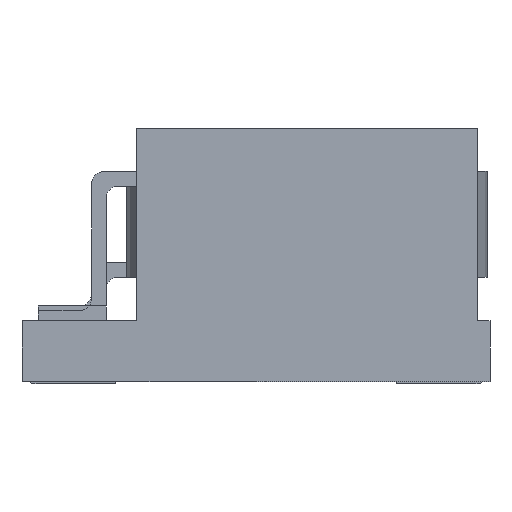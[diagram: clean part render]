
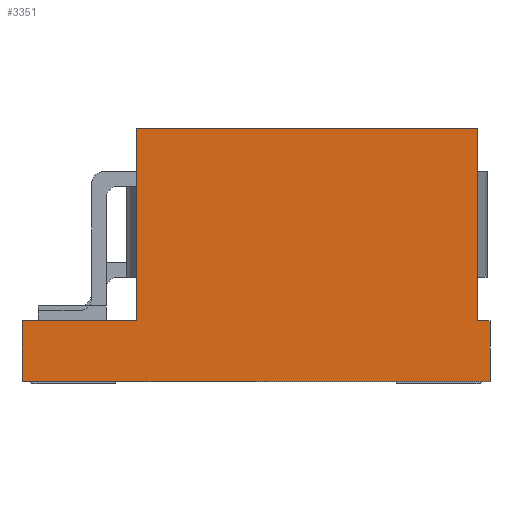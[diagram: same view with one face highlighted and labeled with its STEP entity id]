
A CAD part, front view. The second image highlights one B-rep face of the part: STEP entity #3351.
In plain terms, the highlighted planar face has unit normal (0, -1, 0).
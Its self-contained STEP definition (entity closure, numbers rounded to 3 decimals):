
#2981 = VERTEX_POINT('',#2982);
#2982 = CARTESIAN_POINT('',(9.6,-11.25,0.));
#2988 = EDGE_CURVE('',#2989,#2981,#2991,.T.);
#2989 = VERTEX_POINT('',#2990);
#2990 = CARTESIAN_POINT('',(-9.6,-11.25,0.));
#2991 = LINE('',#2992,#2993);
#2992 = CARTESIAN_POINT('',(0.,-11.25,
    0.));
#2993 = VECTOR('',#2994,1.);
#2994 = DIRECTION('',(1.,0.,0.));
#3333 = VERTEX_POINT('',#3334);
#3334 = CARTESIAN_POINT('',(9.6,-11.25,2.5));
#3340 = EDGE_CURVE('',#2981,#3333,#3341,.T.);
#3341 = LINE('',#3342,#3343);
#3342 = CARTESIAN_POINT('',(9.6,-11.25,2.5));
#3343 = VECTOR('',#3344,1.);
#3344 = DIRECTION('',(0.,0.,1.));
#3351 = ADVANCED_FACE('',(#3352),#3402,.F.);
#3352 = FACE_BOUND('',#3353,.T.);
#3353 = EDGE_LOOP('',(#3354,#3355,#3363,#3371,#3379,#3387,#3395,#3401));
#3354 = ORIENTED_EDGE('',*,*,#3340,.T.);
#3355 = ORIENTED_EDGE('',*,*,#3356,.F.);
#3356 = EDGE_CURVE('',#3357,#3333,#3359,.T.);
#3357 = VERTEX_POINT('',#3358);
#3358 = CARTESIAN_POINT('',(9.1,-11.25,2.5));
#3359 = LINE('',#3360,#3361);
#3360 = CARTESIAN_POINT('',(9.6,-11.25,2.5));
#3361 = VECTOR('',#3362,1.);
#3362 = DIRECTION('',(1.,0.,0.));
#3363 = ORIENTED_EDGE('',*,*,#3364,.F.);
#3364 = EDGE_CURVE('',#3365,#3357,#3367,.T.);
#3365 = VERTEX_POINT('',#3366);
#3366 = CARTESIAN_POINT('',(9.1,-11.25,10.4));
#3367 = LINE('',#3368,#3369);
#3368 = CARTESIAN_POINT('',(9.1,-11.25,2.5));
#3369 = VECTOR('',#3370,1.);
#3370 = DIRECTION('',(0.,0.,-1.));
#3371 = ORIENTED_EDGE('',*,*,#3372,.F.);
#3372 = EDGE_CURVE('',#3373,#3365,#3375,.T.);
#3373 = VERTEX_POINT('',#3374);
#3374 = CARTESIAN_POINT('',(-4.9,-11.25,10.4));
#3375 = LINE('',#3376,#3377);
#3376 = CARTESIAN_POINT('',(0.,-11.25,10.4));
#3377 = VECTOR('',#3378,1.);
#3378 = DIRECTION('',(1.,0.,-0.));
#3379 = ORIENTED_EDGE('',*,*,#3380,.F.);
#3380 = EDGE_CURVE('',#3381,#3373,#3383,.T.);
#3381 = VERTEX_POINT('',#3382);
#3382 = CARTESIAN_POINT('',(-4.9,-11.25,2.5));
#3383 = LINE('',#3384,#3385);
#3384 = CARTESIAN_POINT('',(-4.9,-11.25,2.5));
#3385 = VECTOR('',#3386,1.);
#3386 = DIRECTION('',(0.,0.,1.));
#3387 = ORIENTED_EDGE('',*,*,#3388,.F.);
#3388 = EDGE_CURVE('',#3389,#3381,#3391,.T.);
#3389 = VERTEX_POINT('',#3390);
#3390 = CARTESIAN_POINT('',(-9.6,-11.25,2.5));
#3391 = LINE('',#3392,#3393);
#3392 = CARTESIAN_POINT('',(9.6,-11.25,2.5));
#3393 = VECTOR('',#3394,1.);
#3394 = DIRECTION('',(1.,0.,0.));
#3395 = ORIENTED_EDGE('',*,*,#3396,.F.);
#3396 = EDGE_CURVE('',#2989,#3389,#3397,.T.);
#3397 = LINE('',#3398,#3399);
#3398 = CARTESIAN_POINT('',(-9.6,-11.25,2.5));
#3399 = VECTOR('',#3400,1.);
#3400 = DIRECTION('',(0.,0.,1.));
#3401 = ORIENTED_EDGE('',*,*,#2988,.T.);
#3402 = PLANE('',#3403);
#3403 = AXIS2_PLACEMENT_3D('',#3404,#3405,#3406);
#3404 = CARTESIAN_POINT('',(9.6,-11.25,2.5));
#3405 = DIRECTION('',(0.,1.,0.));
#3406 = DIRECTION('',(-1.,0.,0.));
